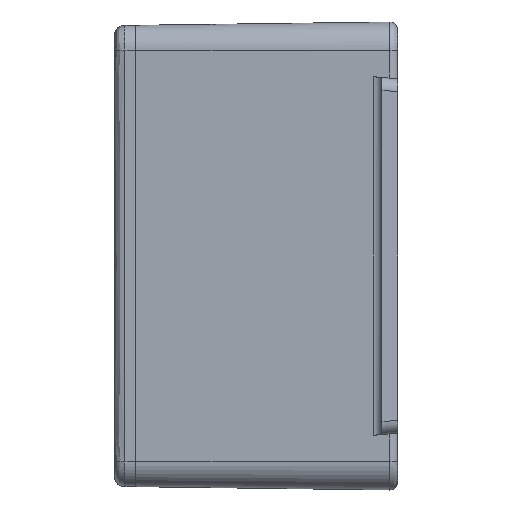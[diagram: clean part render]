
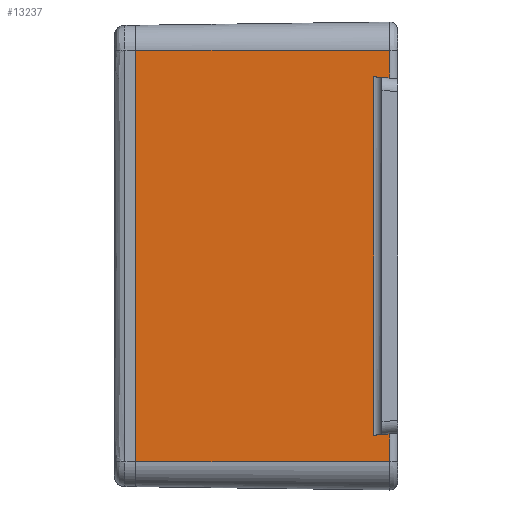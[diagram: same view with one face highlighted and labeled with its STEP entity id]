
A CAD part, left-side view. The second image highlights one B-rep face of the part: STEP entity #13237.
In plain terms, the highlighted planar face has unit normal (-1, 0.013, 0).
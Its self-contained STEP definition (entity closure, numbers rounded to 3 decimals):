
#322 = VERTEX_POINT ( 'NONE', #6666 ) ;
#399 = EDGE_CURVE ( 'NONE', #7519, #3906, #6836, .T. ) ;
#780 = DIRECTION ( 'NONE',  ( 0., 0., -1. ) ) ;
#918 = CARTESIAN_POINT ( 'NONE',  ( -58.047, 1.375, 39.986 ) ) ;
#1248 = DIRECTION ( 'NONE',  ( 0.013, 0.996, 0.087 ) ) ;
#1440 = VERTEX_POINT ( 'NONE', #9557 ) ;
#1473 = VECTOR ( 'NONE', #1248, 1000. ) ;
#1562 = LINE ( 'NONE', #16219, #8019 ) ;
#1669 = DIRECTION ( 'NONE',  ( 0., 0., -1. ) ) ;
#2765 = CARTESIAN_POINT ( 'NONE',  ( -58.047, 1.375, -39.986 ) ) ;
#2954 = VECTOR ( 'NONE', #16508, 1000. ) ;
#3044 = VECTOR ( 'NONE', #14183, 1000. ) ;
#3656 = CARTESIAN_POINT ( 'NONE',  ( -57.399, 51.098, -39.986 ) ) ;
#3764 = EDGE_CURVE ( 'NONE', #322, #9309, #6467, .T. ) ;
#3786 = VERTEX_POINT ( 'NONE', #918 ) ;
#3906 = VERTEX_POINT ( 'NONE', #7507 ) ;
#4271 = EDGE_CURVE ( 'NONE', #322, #14816, #6516, .T. ) ;
#4638 = VECTOR ( 'NONE', #8583, 1000. ) ;
#4872 = PLANE ( 'NONE',  #12106 ) ;
#4937 = DIRECTION ( 'NONE',  ( -0.013, -1., 0. ) ) ;
#5068 = CARTESIAN_POINT ( 'NONE',  ( -57.404, 50.698, -39.986 ) ) ;
#5571 = LINE ( 'NONE', #10712, #9050 ) ;
#6467 = LINE ( 'NONE', #15479, #3044 ) ;
#6516 = LINE ( 'NONE', #12993, #16438 ) ;
#6666 = CARTESIAN_POINT ( 'NONE',  ( -58.007, 4.462, -34.822 ) ) ;
#6836 = LINE ( 'NONE', #5068, #13722 ) ;
#7507 = CARTESIAN_POINT ( 'NONE',  ( -57.404, 50.698, -39.986 ) ) ;
#7519 = VERTEX_POINT ( 'NONE', #9156 ) ;
#7790 = EDGE_CURVE ( 'NONE', #3906, #15296, #14591, .T. ) ;
#8019 = VECTOR ( 'NONE', #780, 1000. ) ;
#8583 = DIRECTION ( 'NONE',  ( -0.013, -1., 0. ) ) ;
#8972 = CARTESIAN_POINT ( 'NONE',  ( -58.047, 1.375, 34.553 ) ) ;
#9050 = VECTOR ( 'NONE', #1669, 1000. ) ;
#9156 = CARTESIAN_POINT ( 'NONE',  ( -57.404, 50.698, 39.986 ) ) ;
#9309 = VERTEX_POINT ( 'NONE', #12363 ) ;
#9414 = EDGE_CURVE ( 'NONE', #1440, #14816, #11396, .T. ) ;
#9557 = CARTESIAN_POINT ( 'NONE',  ( -58.047, 1.375, 34.553 ) ) ;
#9774 = CARTESIAN_POINT ( 'NONE',  ( -57.399, 51.098, -39.986 ) ) ;
#10712 = CARTESIAN_POINT ( 'NONE',  ( -58.047, 1.375, 34.683 ) ) ;
#11396 = LINE ( 'NONE', #8972, #1473 ) ;
#12061 = ORIENTED_EDGE ( 'NONE', *, *, #399, .T. ) ;
#12106 = AXIS2_PLACEMENT_3D ( 'NONE', #3656, #12715, #4937 ) ;
#12363 = CARTESIAN_POINT ( 'NONE',  ( -58.047, 1.375, -34.553 ) ) ;
#12375 = ORIENTED_EDGE ( 'NONE', *, *, #16095, .T. ) ;
#12715 = DIRECTION ( 'NONE',  ( -1., 0.013, 0. ) ) ;
#12856 = ORIENTED_EDGE ( 'NONE', *, *, #7790, .T. ) ;
#12860 = DIRECTION ( 'NONE',  ( 0., 0., -1. ) ) ;
#12993 = CARTESIAN_POINT ( 'NONE',  ( -58.007, 4.462, -39.986 ) ) ;
#13030 = ORIENTED_EDGE ( 'NONE', *, *, #9414, .F. ) ;
#13237 = ADVANCED_FACE ( 'NONE', ( #13306 ), #4872, .T. ) ;
#13248 = LINE ( 'NONE', #15206, #2954 ) ;
#13306 = FACE_OUTER_BOUND ( 'NONE', #15244, .T. ) ;
#13722 = VECTOR ( 'NONE', #12860, 1000. ) ;
#13960 = EDGE_CURVE ( 'NONE', #3786, #1440, #5571, .T. ) ;
#14163 = CARTESIAN_POINT ( 'NONE',  ( -58.007, 4.462, 34.822 ) ) ;
#14183 = DIRECTION ( 'NONE',  ( -0.013, -0.996, 0.087 ) ) ;
#14316 = DIRECTION ( 'NONE',  ( 0., 0., 1. ) ) ;
#14591 = LINE ( 'NONE', #9774, #4638 ) ;
#14816 = VERTEX_POINT ( 'NONE', #14163 ) ;
#15206 = CARTESIAN_POINT ( 'NONE',  ( -57.399, 51.098, 39.986 ) ) ;
#15244 = EDGE_LOOP ( 'NONE', ( #12375, #12061, #12856, #15976, #16346, #16244, #13030, #16439 ) ) ;
#15296 = VERTEX_POINT ( 'NONE', #2765 ) ;
#15479 = CARTESIAN_POINT ( 'NONE',  ( -58.007, 4.462, -34.822 ) ) ;
#15976 = ORIENTED_EDGE ( 'NONE', *, *, #15992, .F. ) ;
#15992 = EDGE_CURVE ( 'NONE', #9309, #15296, #1562, .T. ) ;
#16095 = EDGE_CURVE ( 'NONE', #3786, #7519, #13248, .T. ) ;
#16219 = CARTESIAN_POINT ( 'NONE',  ( -58.047, 1.375, 34.683 ) ) ;
#16244 = ORIENTED_EDGE ( 'NONE', *, *, #4271, .T. ) ;
#16346 = ORIENTED_EDGE ( 'NONE', *, *, #3764, .F. ) ;
#16438 = VECTOR ( 'NONE', #14316, 1000. ) ;
#16439 = ORIENTED_EDGE ( 'NONE', *, *, #13960, .F. ) ;
#16508 = DIRECTION ( 'NONE',  ( 0.013, 1., 0. ) ) ;
